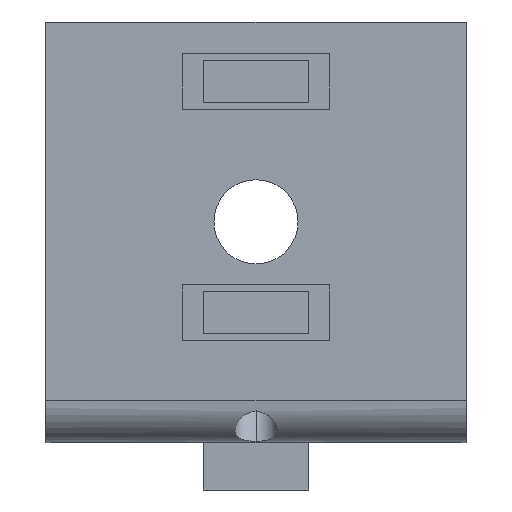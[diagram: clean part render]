
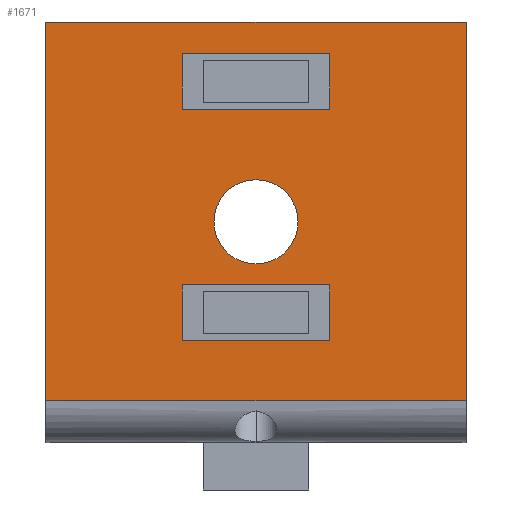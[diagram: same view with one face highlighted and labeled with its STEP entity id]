
A CAD part, front view. The second image highlights one B-rep face of the part: STEP entity #1671.
In plain terms, the highlighted planar face has unit normal (0, -1, 0).
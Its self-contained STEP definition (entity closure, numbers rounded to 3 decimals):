
#22 = VERTEX_POINT ( 'NONE', #2131 ) ;
#64 = CARTESIAN_POINT ( 'NONE',  ( 20., 0., 40. ) ) ;
#73 = EDGE_CURVE ( 'NONE', #386, #163, #2337, .T. ) ;
#163 = VERTEX_POINT ( 'NONE', #2621 ) ;
#164 = CARTESIAN_POINT ( 'NONE',  ( 7., 0., 37. ) ) ;
#179 = AXIS2_PLACEMENT_3D ( 'NONE', #2811, #2824, #572 ) ;
#204 = CARTESIAN_POINT ( 'NONE',  ( 7., 0., 15. ) ) ;
#208 = CARTESIAN_POINT ( 'NONE',  ( 0., 0., 37. ) ) ;
#268 = EDGE_LOOP ( 'NONE', ( #495, #1681 ) ) ;
#284 = CARTESIAN_POINT ( 'NONE',  ( 7., 0., 9.7 ) ) ;
#386 = VERTEX_POINT ( 'NONE', #2293 ) ;
#390 = FACE_OUTER_BOUND ( 'NONE', #856, .T. ) ;
#406 = PLANE ( 'NONE',  #2357 ) ;
#422 = DIRECTION ( 'NONE',  ( -1., 0., 0. ) ) ;
#435 = CARTESIAN_POINT ( 'NONE',  ( 0., 0., 9.7 ) ) ;
#443 = VECTOR ( 'NONE', #700, 1000. ) ;
#454 = CARTESIAN_POINT ( 'NONE',  ( 0., 0., 17. ) ) ;
#485 = VERTEX_POINT ( 'NONE', #1723 ) ;
#486 = DIRECTION ( 'NONE',  ( -1., 0., 0. ) ) ;
#495 = ORIENTED_EDGE ( 'NONE', *, *, #952, .F. ) ;
#517 = LINE ( 'NONE', #1684, #2728 ) ;
#572 = DIRECTION ( 'NONE',  ( 0., 0., 1. ) ) ;
#632 = DIRECTION ( 'NONE',  ( 0., 0., 1. ) ) ;
#634 = DIRECTION ( 'NONE',  ( 0., 0., 1. ) ) ;
#672 = VERTEX_POINT ( 'NONE', #164 ) ;
#677 = LINE ( 'NONE', #2020, #1382 ) ;
#687 = DIRECTION ( 'NONE',  ( 0., 0., 1. ) ) ;
#700 = DIRECTION ( 'NONE',  ( 0., 0., -1. ) ) ;
#701 = EDGE_CURVE ( 'NONE', #2710, #2063, #2746, .T. ) ;
#703 = CARTESIAN_POINT ( 'NONE',  ( -7., 0., 0. ) ) ;
#740 = VERTEX_POINT ( 'NONE', #284 ) ;
#830 = DIRECTION ( 'NONE',  ( 1., 0., 0. ) ) ;
#856 = EDGE_LOOP ( 'NONE', ( #2525, #1999, #2848, #2375 ) ) ;
#869 = VECTOR ( 'NONE', #912, 1000. ) ;
#875 = EDGE_LOOP ( 'NONE', ( #1655, #2894, #1354, #2405 ) ) ;
#877 = CARTESIAN_POINT ( 'NONE',  ( -7., 0., 9.7 ) ) ;
#905 = CARTESIAN_POINT ( 'NONE',  ( 0., 0., 25. ) ) ;
#908 = DIRECTION ( 'NONE',  ( 1., 0., 0. ) ) ;
#912 = DIRECTION ( 'NONE',  ( 0., 0., -1. ) ) ;
#931 = CARTESIAN_POINT ( 'NONE',  ( -7., 0., 37. ) ) ;
#952 = EDGE_CURVE ( 'NONE', #1370, #2379, #1458, .T. ) ;
#1020 = LINE ( 'NONE', #2085, #2536 ) ;
#1032 = VECTOR ( 'NONE', #422, 1000. ) ;
#1086 = VECTOR ( 'NONE', #632, 1000. ) ;
#1121 = VERTEX_POINT ( 'NONE', #877 ) ;
#1165 = EDGE_CURVE ( 'NONE', #2063, #672, #1542, .T. ) ;
#1167 = LINE ( 'NONE', #2755, #443 ) ;
#1187 = ORIENTED_EDGE ( 'NONE', *, *, #1165, .T. ) ;
#1271 = LINE ( 'NONE', #435, #1032 ) ;
#1314 = DIRECTION ( 'NONE',  ( 0., 1., 0. ) ) ;
#1318 = EDGE_CURVE ( 'NONE', #1607, #2295, #1807, .T. ) ;
#1354 = ORIENTED_EDGE ( 'NONE', *, *, #2142, .F. ) ;
#1370 = VERTEX_POINT ( 'NONE', #905 ) ;
#1382 = VECTOR ( 'NONE', #908, 1000. ) ;
#1384 = CARTESIAN_POINT ( 'NONE',  ( 0., 0., 21. ) ) ;
#1404 = ORIENTED_EDGE ( 'NONE', *, *, #2106, .F. ) ;
#1437 = CARTESIAN_POINT ( 'NONE',  ( -7., 0., 31.7 ) ) ;
#1450 = VECTOR ( 'NONE', #2059, 1000. ) ;
#1458 = CIRCLE ( 'NONE', #179, 4. ) ;
#1542 = LINE ( 'NONE', #208, #2939 ) ;
#1573 = EDGE_CURVE ( 'NONE', #740, #1121, #1271, .T. ) ;
#1585 = VERTEX_POINT ( 'NONE', #2473 ) ;
#1607 = VERTEX_POINT ( 'NONE', #204 ) ;
#1655 = ORIENTED_EDGE ( 'NONE', *, *, #1725, .T. ) ;
#1671 = ADVANCED_FACE ( 'NONE', ( #390, #2196, #1746, #2672 ), #406, .F. ) ;
#1681 = ORIENTED_EDGE ( 'NONE', *, *, #1782, .F. ) ;
#1684 = CARTESIAN_POINT ( 'NONE',  ( 7., 0., 0. ) ) ;
#1723 = CARTESIAN_POINT ( 'NONE',  ( -20., 0., 4. ) ) ;
#1725 = EDGE_CURVE ( 'NONE', #1121, #2295, #2286, .T. ) ;
#1746 = FACE_BOUND ( 'NONE', #1934, .T. ) ;
#1762 = CARTESIAN_POINT ( 'NONE',  ( 20., 0., 0. ) ) ;
#1782 = EDGE_CURVE ( 'NONE', #2379, #1370, #2817, .T. ) ;
#1807 = LINE ( 'NONE', #2275, #2518 ) ;
#1839 = CARTESIAN_POINT ( 'NONE',  ( -7., 0., 0. ) ) ;
#1849 = DIRECTION ( 'NONE',  ( 0., -1., 0. ) ) ;
#1934 = EDGE_LOOP ( 'NONE', ( #2478, #1404, #2162, #1187 ) ) ;
#1952 = CARTESIAN_POINT ( 'NONE',  ( -7., 0., 15. ) ) ;
#1963 = EDGE_CURVE ( 'NONE', #1585, #672, #2472, .T. ) ;
#1999 = ORIENTED_EDGE ( 'NONE', *, *, #2891, .T. ) ;
#2020 = CARTESIAN_POINT ( 'NONE',  ( 20., 0., 4. ) ) ;
#2023 = LINE ( 'NONE', #2104, #869 ) ;
#2059 = DIRECTION ( 'NONE',  ( 0., 0., 1. ) ) ;
#2063 = VERTEX_POINT ( 'NONE', #931 ) ;
#2067 = EDGE_CURVE ( 'NONE', #386, #22, #1167, .T. ) ;
#2079 = DIRECTION ( 'NONE',  ( 0., 0., 1. ) ) ;
#2085 = CARTESIAN_POINT ( 'NONE',  ( 0., 0., 31.7 ) ) ;
#2104 = CARTESIAN_POINT ( 'NONE',  ( -20., 0., 0. ) ) ;
#2106 = EDGE_CURVE ( 'NONE', #2710, #1585, #1020, .T. ) ;
#2131 = CARTESIAN_POINT ( 'NONE',  ( 20., 0., 4. ) ) ;
#2142 = EDGE_CURVE ( 'NONE', #740, #1607, #517, .T. ) ;
#2162 = ORIENTED_EDGE ( 'NONE', *, *, #701, .T. ) ;
#2196 = FACE_BOUND ( 'NONE', #268, .T. ) ;
#2275 = CARTESIAN_POINT ( 'NONE',  ( 0., 0., 15. ) ) ;
#2286 = LINE ( 'NONE', #703, #1450 ) ;
#2293 = CARTESIAN_POINT ( 'NONE',  ( 20., 0., 40. ) ) ;
#2295 = VERTEX_POINT ( 'NONE', #1952 ) ;
#2326 = EDGE_CURVE ( 'NONE', #163, #485, #2023, .T. ) ;
#2337 = LINE ( 'NONE', #64, #2944 ) ;
#2357 = AXIS2_PLACEMENT_3D ( 'NONE', #1762, #1314, #634 ) ;
#2375 = ORIENTED_EDGE ( 'NONE', *, *, #73, .T. ) ;
#2379 = VERTEX_POINT ( 'NONE', #454 ) ;
#2405 = ORIENTED_EDGE ( 'NONE', *, *, #1573, .T. ) ;
#2472 = LINE ( 'NONE', #2684, #1086 ) ;
#2473 = CARTESIAN_POINT ( 'NONE',  ( 7., 0., 31.7 ) ) ;
#2478 = ORIENTED_EDGE ( 'NONE', *, *, #1963, .F. ) ;
#2518 = VECTOR ( 'NONE', #2758, 1000. ) ;
#2525 = ORIENTED_EDGE ( 'NONE', *, *, #2326, .T. ) ;
#2536 = VECTOR ( 'NONE', #2846, 1000. ) ;
#2575 = AXIS2_PLACEMENT_3D ( 'NONE', #1384, #1849, #687 ) ;
#2621 = CARTESIAN_POINT ( 'NONE',  ( -20., 0., 40. ) ) ;
#2672 = FACE_BOUND ( 'NONE', #875, .T. ) ;
#2684 = CARTESIAN_POINT ( 'NONE',  ( 7., 0., 0. ) ) ;
#2710 = VERTEX_POINT ( 'NONE', #1437 ) ;
#2728 = VECTOR ( 'NONE', #2815, 1000. ) ;
#2746 = LINE ( 'NONE', #1839, #2949 ) ;
#2755 = CARTESIAN_POINT ( 'NONE',  ( 20., 0., 0. ) ) ;
#2758 = DIRECTION ( 'NONE',  ( -1., 0., 0. ) ) ;
#2811 = CARTESIAN_POINT ( 'NONE',  ( 0., 0., 21. ) ) ;
#2815 = DIRECTION ( 'NONE',  ( 0., 0., 1. ) ) ;
#2817 = CIRCLE ( 'NONE', #2575, 4. ) ;
#2824 = DIRECTION ( 'NONE',  ( 0., -1., 0. ) ) ;
#2846 = DIRECTION ( 'NONE',  ( 1., 0., 0. ) ) ;
#2848 = ORIENTED_EDGE ( 'NONE', *, *, #2067, .F. ) ;
#2891 = EDGE_CURVE ( 'NONE', #485, #22, #677, .T. ) ;
#2894 = ORIENTED_EDGE ( 'NONE', *, *, #1318, .F. ) ;
#2939 = VECTOR ( 'NONE', #830, 1000. ) ;
#2944 = VECTOR ( 'NONE', #486, 1000. ) ;
#2949 = VECTOR ( 'NONE', #2079, 1000. ) ;
